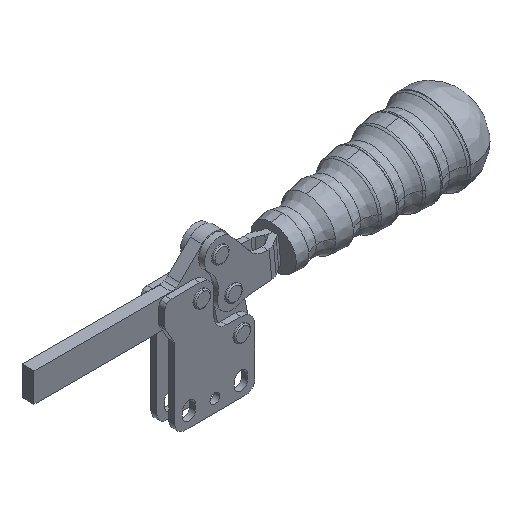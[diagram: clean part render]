
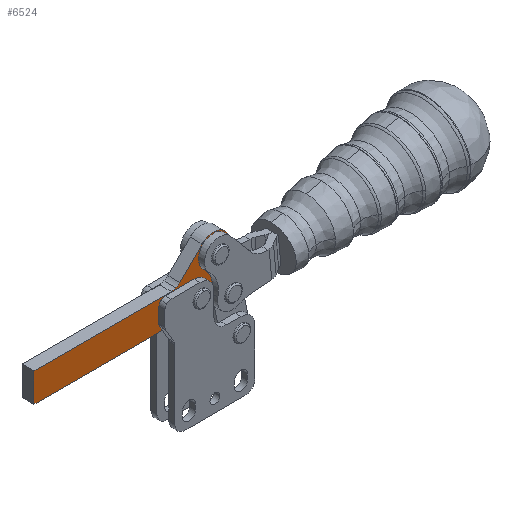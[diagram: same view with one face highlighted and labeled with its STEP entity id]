
A CAD part, isometric view. The second image highlights one B-rep face of the part: STEP entity #6524.
In plain terms, the highlighted planar face has unit normal (0, -1, 0).
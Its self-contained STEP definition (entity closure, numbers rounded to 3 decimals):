
#2648=CARTESIAN_POINT('',(44.523,-56.368,-15.172));
#2649=VERTEX_POINT('',#2648);
#2658=CARTESIAN_POINT('',(45.331,-56.368,-15.994));
#2659=VERTEX_POINT('',#2658);
#2660=CARTESIAN_POINT('',(50.258,-56.368,-10.338));
#2661=DIRECTION('',(0.,1.0,0.));
#2662=DIRECTION('',(0.765,0.,0.645));
#2663=AXIS2_PLACEMENT_3D('',#2660,#2661,#2662);
#2664=CIRCLE('',#2663,7.5);
#2665=EDGE_CURVE('',#2659,#2649,#2664,.T.);
#2776=CARTESIAN_POINT('',(31.498,-56.368,-17.138));
#2777=VERTEX_POINT('',#2776);
#2793=CARTESIAN_POINT('',(29.202,-56.368,-17.595));
#2794=VERTEX_POINT('',#2793);
#2801=CARTESIAN_POINT('',(29.202,-56.368,-11.595));
#2802=DIRECTION('',(0.,-1.,0.));
#2803=DIRECTION('',(0.383,0.,-0.924));
#2804=AXIS2_PLACEMENT_3D('',#2801,#2802,#2803);
#2805=CIRCLE('',#2804,6.);
#2806=EDGE_CURVE('',#2794,#2777,#2805,.T.);
#3203=CARTESIAN_POINT('',(23.118,-56.368,-29.157));
#3204=VERTEX_POINT('',#3203);
#3213=CARTESIAN_POINT('',(23.418,-56.368,-29.881));
#3214=VERTEX_POINT('',#3213);
#3215=CARTESIAN_POINT('',(26.016,-56.368,-28.381));
#3216=DIRECTION('',(0.,-1.0,0.));
#3217=DIRECTION('',(-0.966,0.,-0.259));
#3218=AXIS2_PLACEMENT_3D('',#3215,#3216,#3217);
#3219=CIRCLE('',#3218,3.);
#3220=EDGE_CURVE('',#3204,#3214,#3219,.T.);
#3247=CARTESIAN_POINT('',(23.895,-56.368,-18.723));
#3248=VERTEX_POINT('',#3247);
#3264=CARTESIAN_POINT('',(26.016,-56.368,-17.845));
#3265=VERTEX_POINT('',#3264);
#3272=CARTESIAN_POINT('',(26.016,-56.368,-20.845));
#3273=DIRECTION('',(0.,-1.,0.));
#3274=DIRECTION('',(-0.707,0.,0.707));
#3275=AXIS2_PLACEMENT_3D('',#3272,#3273,#3274);
#3276=CIRCLE('',#3275,3.0);
#3277=EDGE_CURVE('',#3265,#3248,#3276,.T.);
#3289=CARTESIAN_POINT('',(45.466,-56.368,-19.895));
#3290=VERTEX_POINT('',#3289);
#3306=CARTESIAN_POINT('',(47.516,-56.368,-24.845));
#3307=VERTEX_POINT('',#3306);
#3314=CARTESIAN_POINT('',(40.516,-56.368,-24.845));
#3315=DIRECTION('',(0.,-1.0,0.));
#3316=DIRECTION('',(0.707,0.,0.707));
#3317=AXIS2_PLACEMENT_3D('',#3314,#3315,#3316);
#3318=CIRCLE('',#3317,7.0);
#3319=EDGE_CURVE('',#3307,#3290,#3318,.T.);
#4870=CARTESIAN_POINT('',(40.516,-56.368,-17.845));
#4871=VERTEX_POINT('',#4870);
#4878=CARTESIAN_POINT('',(40.516,-56.368,-17.845));
#4879=DIRECTION('',(-1.0,0.0,0.0));
#4880=VECTOR('',#4879,14.5);
#4881=LINE('',#4878,#4880);
#4882=EDGE_CURVE('',#4871,#3265,#4881,.T.);
#4902=CARTESIAN_POINT('',(47.516,-56.368,-28.201));
#4903=VERTEX_POINT('',#4902);
#4910=CARTESIAN_POINT('',(47.516,-56.368,-24.845));
#4911=DIRECTION('',(0.0,0.0,-1.0));
#4912=VECTOR('',#4911,3.357);
#4913=LINE('',#4910,#4912);
#4914=EDGE_CURVE('',#3307,#4903,#4913,.T.);
#4932=CARTESIAN_POINT('',(40.516,-56.368,-24.845));
#4933=DIRECTION('',(0.,-1.0,0.));
#4934=DIRECTION('',(0.707,0.,0.707));
#4935=AXIS2_PLACEMENT_3D('',#4932,#4933,#4934);
#4936=CIRCLE('',#4935,7.0);
#4937=EDGE_CURVE('',#3290,#4871,#4936,.T.);
#4956=CARTESIAN_POINT('',(23.016,-56.368,-20.845));
#4957=VERTEX_POINT('',#4956);
#4958=CARTESIAN_POINT('',(26.016,-56.368,-20.845));
#4959=DIRECTION('',(0.,-1.,0.));
#4960=DIRECTION('',(-0.707,0.,0.707));
#4961=AXIS2_PLACEMENT_3D('',#4958,#4959,#4960);
#4962=CIRCLE('',#4961,3.0);
#4963=EDGE_CURVE('',#3248,#4957,#4962,.T.);
#4990=CARTESIAN_POINT('',(23.016,-56.368,-28.381));
#4991=VERTEX_POINT('',#4990);
#5005=CARTESIAN_POINT('',(23.016,-56.368,-20.845));
#5006=DIRECTION('',(0.0,0.0,-1.0));
#5007=VECTOR('',#5006,7.536);
#5008=LINE('',#5005,#5007);
#5009=EDGE_CURVE('',#4957,#4991,#5008,.T.);
#5028=CARTESIAN_POINT('',(26.016,-56.368,-28.381));
#5029=DIRECTION('',(0.,-1.0,0.));
#5030=DIRECTION('',(-0.966,0.,-0.259));
#5031=AXIS2_PLACEMENT_3D('',#5028,#5029,#5030);
#5032=CIRCLE('',#5031,3.);
#5033=EDGE_CURVE('',#4991,#3204,#5032,.T.);
#5051=CARTESIAN_POINT('',(24.696,-56.368,-32.095));
#5052=VERTEX_POINT('',#5051);
#5053=CARTESIAN_POINT('',(24.696,-56.368,-32.095));
#5054=DIRECTION('',(-0.5,0.0,0.866));
#5055=VECTOR('',#5054,2.557);
#5056=LINE('',#5053,#5055);
#5057=EDGE_CURVE('',#5052,#3214,#5056,.T.);
#5689=CARTESIAN_POINT('',(49.767,-56.368,-24.987));
#5690=VERTEX_POINT('',#5689);
#5697=CARTESIAN_POINT('',(49.767,-56.368,-24.987));
#5698=DIRECTION('',(-0.574,0.,-0.819));
#5699=VECTOR('',#5698,3.924);
#5700=LINE('',#5697,#5699);
#5701=EDGE_CURVE('',#5690,#4903,#5700,.T.);
#5728=CARTESIAN_POINT('',(33.445,-56.368,-15.837));
#5729=VERTEX_POINT('',#5728);
#5738=CARTESIAN_POINT('',(44.601,-56.368,-4.682));
#5739=VERTEX_POINT('',#5738);
#5740=CARTESIAN_POINT('',(33.445,-56.368,-15.837));
#5741=DIRECTION('',(0.707,0.,0.707));
#5742=VECTOR('',#5741,15.777);
#5743=LINE('',#5740,#5742);
#5744=EDGE_CURVE('',#5729,#5739,#5743,.T.);
#5768=CARTESIAN_POINT('',(-39.484,-56.368,-32.095));
#5769=VERTEX_POINT('',#5768);
#5770=CARTESIAN_POINT('',(-39.484,-56.368,-17.595));
#5771=VERTEX_POINT('',#5770);
#5772=CARTESIAN_POINT('',(-39.484,-56.368,-32.095));
#5773=DIRECTION('',(0.0,0.0,1.0));
#5774=VECTOR('',#5773,14.5);
#5775=LINE('',#5772,#5774);
#5776=EDGE_CURVE('',#5769,#5771,#5775,.T.);
#5816=CARTESIAN_POINT('',(-39.484,-56.368,-17.595));
#5817=DIRECTION('',(1.0,0.0,0.0));
#5818=VECTOR('',#5817,68.686);
#5819=LINE('',#5816,#5818);
#5820=EDGE_CURVE('',#5771,#2794,#5819,.T.);
#5831=CARTESIAN_POINT('',(29.202,-56.368,-11.595));
#5832=DIRECTION('',(0.,-1.,0.));
#5833=DIRECTION('',(0.383,0.,-0.924));
#5834=AXIS2_PLACEMENT_3D('',#5831,#5832,#5833);
#5835=CIRCLE('',#5834,6.);
#5836=EDGE_CURVE('',#2777,#5729,#5835,.T.);
#5861=CARTESIAN_POINT('',(24.696,-56.368,-32.095));
#5862=DIRECTION('',(-1.0,0.0,0.0));
#5863=VECTOR('',#5862,64.18);
#5864=LINE('',#5861,#5863);
#5865=EDGE_CURVE('',#5052,#5769,#5864,.T.);
#5969=CARTESIAN_POINT('',(57.786,-56.368,-7.633));
#5970=VERTEX_POINT('',#5969);
#5971=CARTESIAN_POINT('',(50.258,-56.368,-10.338));
#5972=DIRECTION('',(0.,1.0,0.));
#5973=DIRECTION('',(0.819,0.,-0.574));
#5974=AXIS2_PLACEMENT_3D('',#5971,#5972,#5973);
#5975=CIRCLE('',#5974,8.0);
#5976=EDGE_CURVE('',#5739,#5970,#5975,.T.);
#6476=CARTESIAN_POINT('',(10.317,-56.368,-22.196));
#6477=DIRECTION('',(0.0,-1.0,0.0));
#6478=DIRECTION('',(1.0,0.0,0.0));
#6479=AXIS2_PLACEMENT_3D('',#6476,#6477,#6478);
#6480=PLANE('',#6479);
#6481=CARTESIAN_POINT('',(36.792,-56.368,-25.796));
#6482=DIRECTION('',(0.,-1.0,0.));
#6483=DIRECTION('',(-0.976,0.,0.22));
#6484=AXIS2_PLACEMENT_3D('',#6481,#6482,#6483);
#6485=CIRCLE('',#6484,13.0);
#6486=EDGE_CURVE('',#5690,#2659,#6485,.T.);
#6487=ORIENTED_EDGE('',*,*,#6486,.T.);
#6488=ORIENTED_EDGE('',*,*,#2665,.T.);
#6489=CARTESIAN_POINT('',(55.992,-56.368,-5.505));
#6490=VERTEX_POINT('',#6489);
#6491=CARTESIAN_POINT('',(50.258,-56.368,-10.338));
#6492=DIRECTION('',(0.,1.0,0.));
#6493=DIRECTION('',(0.765,0.,0.645));
#6494=AXIS2_PLACEMENT_3D('',#6491,#6492,#6493);
#6495=CIRCLE('',#6494,7.5);
#6496=EDGE_CURVE('',#2649,#6490,#6495,.T.);
#6497=ORIENTED_EDGE('',*,*,#6496,.T.);
#6498=CARTESIAN_POINT('',(55.992,-56.368,-5.505));
#6499=DIRECTION('',(0.645,0.,-0.765));
#6500=VECTOR('',#6499,2.784);
#6501=LINE('',#6498,#6500);
#6502=EDGE_CURVE('',#6490,#5970,#6501,.T.);
#6503=ORIENTED_EDGE('',*,*,#6502,.T.);
#6504=ORIENTED_EDGE('',*,*,#5976,.F.);
#6505=ORIENTED_EDGE('',*,*,#5744,.F.);
#6506=ORIENTED_EDGE('',*,*,#5836,.F.);
#6507=ORIENTED_EDGE('',*,*,#2806,.F.);
#6508=ORIENTED_EDGE('',*,*,#5820,.F.);
#6509=ORIENTED_EDGE('',*,*,#5776,.F.);
#6510=ORIENTED_EDGE('',*,*,#5865,.F.);
#6511=ORIENTED_EDGE('',*,*,#5057,.T.);
#6512=ORIENTED_EDGE('',*,*,#3220,.F.);
#6513=ORIENTED_EDGE('',*,*,#5033,.F.);
#6514=ORIENTED_EDGE('',*,*,#5009,.F.);
#6515=ORIENTED_EDGE('',*,*,#4963,.F.);
#6516=ORIENTED_EDGE('',*,*,#3277,.F.);
#6517=ORIENTED_EDGE('',*,*,#4882,.F.);
#6518=ORIENTED_EDGE('',*,*,#4937,.F.);
#6519=ORIENTED_EDGE('',*,*,#3319,.F.);
#6520=ORIENTED_EDGE('',*,*,#4914,.T.);
#6521=ORIENTED_EDGE('',*,*,#5701,.F.);
#6522=EDGE_LOOP('',(#6487,#6488,#6497,#6503,#6504,#6505,#6506,#6507,#6508,#6509,#6510,#6511,#6512,#6513,#6514,#6515,#6516,#6517,#6518,#6519,#6520,#6521));
#6523=FACE_OUTER_BOUND('',#6522,.T.);
#6524=ADVANCED_FACE('',(#6523),#6480,.T.);
